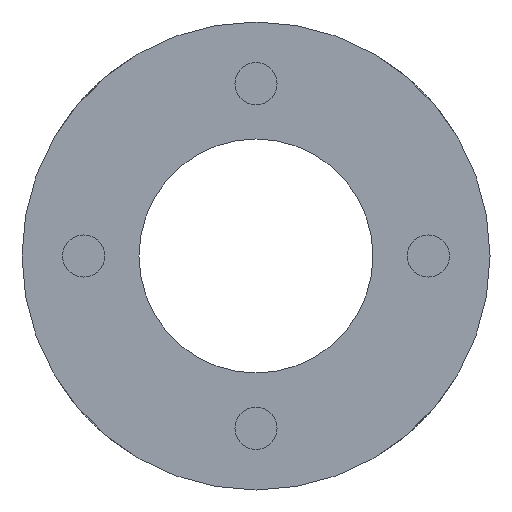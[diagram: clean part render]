
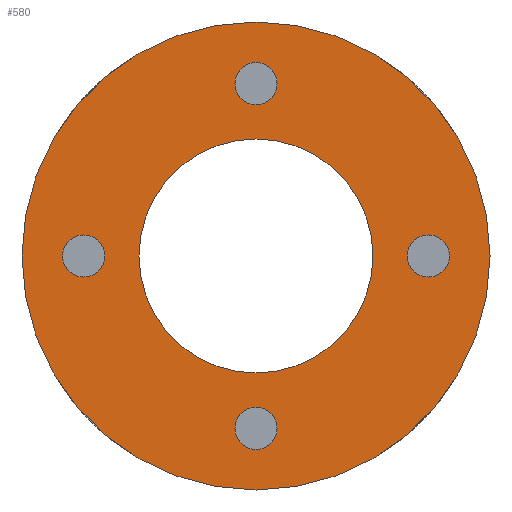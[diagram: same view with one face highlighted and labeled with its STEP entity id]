
A CAD part, left-side view. The second image highlights one B-rep face of the part: STEP entity #580.
In plain terms, the highlighted planar face has unit normal (-1, 0, 0).
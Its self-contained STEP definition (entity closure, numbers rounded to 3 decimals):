
#423 = DIRECTION ( 'NONE',  ( -1., 0., 0. ) ) ;
#425 = PLANE ( 'NONE',  #1784 ) ;
#426 = CARTESIAN_POINT ( 'NONE',  ( 0., 13.5, 0. ) ) ;
#427 = DIRECTION ( 'NONE',  ( 0., 0., 1. ) ) ;
#580 = ADVANCED_FACE ( 'NONE', ( #1570, #1578, #1574, #1572, #1576, #1579 ), #425, .T. ) ;
#606 = EDGE_CURVE ( 'NONE', #1305, #1295, #1619, .T. ) ;
#765 = EDGE_LOOP ( 'NONE', ( #1194, #1195 ) ) ;
#790 = EDGE_LOOP ( 'NONE', ( #1190, #1191 ) ) ;
#791 = EDGE_LOOP ( 'NONE', ( #1196, #1197 ) ) ;
#792 = EDGE_LOOP ( 'NONE', ( #1192, #1193 ) ) ;
#794 = EDGE_LOOP ( 'NONE', ( #1188, #1189 ) ) ;
#795 = EDGE_LOOP ( 'NONE', ( #1198, #1199 ) ) ;
#972 = EDGE_CURVE ( 'NONE', #1315, #1316, #2459, .T. ) ;
#976 = EDGE_CURVE ( 'NONE', #1319, #1320, #2467, .T. ) ;
#980 = EDGE_CURVE ( 'NONE', #1324, #1326, #2473, .T. ) ;
#984 = EDGE_CURVE ( 'NONE', #1278, #1294, #2479, .T. ) ;
#1071 = EDGE_CURVE ( 'NONE', #1294, #1278, #2597, .T. ) ;
#1072 = EDGE_CURVE ( 'NONE', #1326, #1324, #2598, .T. ) ;
#1073 = EDGE_CURVE ( 'NONE', #1320, #1319, #2599, .T. ) ;
#1074 = EDGE_CURVE ( 'NONE', #1316, #1315, #2600, .T. ) ;
#1075 = EDGE_CURVE ( 'NONE', #1328, #1339, #2601, .T. ) ;
#1079 = EDGE_CURVE ( 'NONE', #1295, #1305, #2605, .T. ) ;
#1188 = ORIENTED_EDGE ( 'NONE', *, *, #1075, .T. ) ;
#1189 = ORIENTED_EDGE ( 'NONE', *, *, #1693, .T. ) ;
#1190 = ORIENTED_EDGE ( 'NONE', *, *, #972, .T. ) ;
#1191 = ORIENTED_EDGE ( 'NONE', *, *, #1074, .T. ) ;
#1192 = ORIENTED_EDGE ( 'NONE', *, *, #976, .T. ) ;
#1193 = ORIENTED_EDGE ( 'NONE', *, *, #1073, .T. ) ;
#1194 = ORIENTED_EDGE ( 'NONE', *, *, #980, .T. ) ;
#1195 = ORIENTED_EDGE ( 'NONE', *, *, #1072, .T. ) ;
#1196 = ORIENTED_EDGE ( 'NONE', *, *, #984, .T. ) ;
#1197 = ORIENTED_EDGE ( 'NONE', *, *, #1071, .T. ) ;
#1198 = ORIENTED_EDGE ( 'NONE', *, *, #606, .F. ) ;
#1199 = ORIENTED_EDGE ( 'NONE', *, *, #1079, .F. ) ;
#1278 = VERTEX_POINT ( 'NONE', #3134 ) ;
#1294 = VERTEX_POINT ( 'NONE', #3147 ) ;
#1295 = VERTEX_POINT ( 'NONE', #3148 ) ;
#1305 = VERTEX_POINT ( 'NONE', #3158 ) ;
#1315 = VERTEX_POINT ( 'NONE', #3168 ) ;
#1316 = VERTEX_POINT ( 'NONE', #3169 ) ;
#1319 = VERTEX_POINT ( 'NONE', #3172 ) ;
#1320 = VERTEX_POINT ( 'NONE', #3173 ) ;
#1324 = VERTEX_POINT ( 'NONE', #3177 ) ;
#1326 = VERTEX_POINT ( 'NONE', #3179 ) ;
#1328 = VERTEX_POINT ( 'NONE', #3181 ) ;
#1339 = VERTEX_POINT ( 'NONE', #3192 ) ;
#1570 = FACE_BOUND ( 'NONE', #794, .T. ) ;
#1572 = FACE_BOUND ( 'NONE', #765, .T. ) ;
#1574 = FACE_BOUND ( 'NONE', #792, .T. ) ;
#1576 = FACE_BOUND ( 'NONE', #791, .T. ) ;
#1578 = FACE_BOUND ( 'NONE', #790, .T. ) ;
#1579 = FACE_OUTER_BOUND ( 'NONE', #795, .T. ) ;
#1619 = CIRCLE ( 'NONE', #1815, 18. ) ;
#1693 = EDGE_CURVE ( 'NONE', #1339, #1328, #2651, .T. ) ;
#1784 = AXIS2_PLACEMENT_3D ( 'NONE', #426, #423, #427 ) ;
#1815 = AXIS2_PLACEMENT_3D ( 'NONE', #1980, #1981, #1982 ) ;
#1851 = AXIS2_PLACEMENT_3D ( 'NONE', #2273, #2274, #2275 ) ;
#1853 = AXIS2_PLACEMENT_3D ( 'NONE', #2283, #2284, #2285 ) ;
#1855 = AXIS2_PLACEMENT_3D ( 'NONE', #2293, #2294, #2295 ) ;
#1857 = AXIS2_PLACEMENT_3D ( 'NONE', #2305, #2306, #2307 ) ;
#1915 = AXIS2_PLACEMENT_3D ( 'NONE', #2964, #2965, #2966 ) ;
#1916 = AXIS2_PLACEMENT_3D ( 'NONE', #2967, #2968, #2969 ) ;
#1917 = AXIS2_PLACEMENT_3D ( 'NONE', #2971, #2972, #2973 ) ;
#1918 = AXIS2_PLACEMENT_3D ( 'NONE', #2974, #2975, #2976 ) ;
#1919 = AXIS2_PLACEMENT_3D ( 'NONE', #2977, #2978, #2979 ) ;
#1921 = AXIS2_PLACEMENT_3D ( 'NONE', #3046, #3047, #3048 ) ;
#1980 = CARTESIAN_POINT ( 'NONE',  ( 0., 0., 0. ) ) ;
#1981 = DIRECTION ( 'NONE',  ( 1., 0., 0. ) ) ;
#1982 = DIRECTION ( 'NONE',  ( 0., 0., -1. ) ) ;
#2273 = CARTESIAN_POINT ( 'NONE',  ( 0., 0., 13.25 ) ) ;
#2274 = DIRECTION ( 'NONE',  ( 1., 0., 0. ) ) ;
#2275 = DIRECTION ( 'NONE',  ( 0., 0., 1. ) ) ;
#2283 = CARTESIAN_POINT ( 'NONE',  ( 0., -13.25, 0. ) ) ;
#2284 = DIRECTION ( 'NONE',  ( 1., 0., 0. ) ) ;
#2285 = DIRECTION ( 'NONE',  ( 0., 0., 1. ) ) ;
#2293 = CARTESIAN_POINT ( 'NONE',  ( 0., 0., -13.25 ) ) ;
#2294 = DIRECTION ( 'NONE',  ( 1., 0., 0. ) ) ;
#2295 = DIRECTION ( 'NONE',  ( 0., 0., 1. ) ) ;
#2305 = CARTESIAN_POINT ( 'NONE',  ( 0., 13.25, 0. ) ) ;
#2306 = DIRECTION ( 'NONE',  ( 1., 0., 0. ) ) ;
#2307 = DIRECTION ( 'NONE',  ( 0., 0., 1. ) ) ;
#2459 = CIRCLE ( 'NONE', #1851, 1.621 ) ;
#2467 = CIRCLE ( 'NONE', #1853, 1.621 ) ;
#2473 = CIRCLE ( 'NONE', #1855, 1.621 ) ;
#2479 = CIRCLE ( 'NONE', #1857, 1.621 ) ;
#2597 = CIRCLE ( 'NONE', #1915, 1.621 ) ;
#2598 = CIRCLE ( 'NONE', #1916, 1.621 ) ;
#2599 = CIRCLE ( 'NONE', #1917, 1.621 ) ;
#2600 = CIRCLE ( 'NONE', #1918, 1.621 ) ;
#2601 = CIRCLE ( 'NONE', #1919, 9. ) ;
#2605 = CIRCLE ( 'NONE', #1921, 18. ) ;
#2651 = CIRCLE ( 'NONE', #3398, 9. ) ;
#2964 = CARTESIAN_POINT ( 'NONE',  ( 0., 13.25, 0. ) ) ;
#2965 = DIRECTION ( 'NONE',  ( 1., 0., 0. ) ) ;
#2966 = DIRECTION ( 'NONE',  ( 0., 0., 1. ) ) ;
#2967 = CARTESIAN_POINT ( 'NONE',  ( 0., 0., -13.25 ) ) ;
#2968 = DIRECTION ( 'NONE',  ( 1., 0., 0. ) ) ;
#2969 = DIRECTION ( 'NONE',  ( 0., 0., 1. ) ) ;
#2971 = CARTESIAN_POINT ( 'NONE',  ( 0., -13.25, 0. ) ) ;
#2972 = DIRECTION ( 'NONE',  ( 1., 0., 0. ) ) ;
#2973 = DIRECTION ( 'NONE',  ( 0., 0., 1. ) ) ;
#2974 = CARTESIAN_POINT ( 'NONE',  ( 0., 0., 13.25 ) ) ;
#2975 = DIRECTION ( 'NONE',  ( 1., 0., 0. ) ) ;
#2976 = DIRECTION ( 'NONE',  ( 0., 0., 1. ) ) ;
#2977 = CARTESIAN_POINT ( 'NONE',  ( 0., 0., 0. ) ) ;
#2978 = DIRECTION ( 'NONE',  ( 1., 0., 0. ) ) ;
#2979 = DIRECTION ( 'NONE',  ( 0., 0., -1. ) ) ;
#3046 = CARTESIAN_POINT ( 'NONE',  ( 0., 0., 0. ) ) ;
#3047 = DIRECTION ( 'NONE',  ( 1., 0., 0. ) ) ;
#3048 = DIRECTION ( 'NONE',  ( 0., 0., -1. ) ) ;
#3134 = CARTESIAN_POINT ( 'NONE',  ( 0., 13.25, 1.621 ) ) ;
#3147 = CARTESIAN_POINT ( 'NONE',  ( 0., 13.25, -1.621 ) ) ;
#3148 = CARTESIAN_POINT ( 'NONE',  ( 0., 0., 18. ) ) ;
#3158 = CARTESIAN_POINT ( 'NONE',  ( 0., 0., -18. ) ) ;
#3168 = CARTESIAN_POINT ( 'NONE',  ( 0., 0., 14.871 ) ) ;
#3169 = CARTESIAN_POINT ( 'NONE',  ( 0., 0., 11.629 ) ) ;
#3172 = CARTESIAN_POINT ( 'NONE',  ( 0., -13.25, 1.621 ) ) ;
#3173 = CARTESIAN_POINT ( 'NONE',  ( 0., -13.25, -1.621 ) ) ;
#3177 = CARTESIAN_POINT ( 'NONE',  ( 0., 0., -11.629 ) ) ;
#3179 = CARTESIAN_POINT ( 'NONE',  ( 0., 0., -14.871 ) ) ;
#3181 = CARTESIAN_POINT ( 'NONE',  ( 0., 0., -9. ) ) ;
#3192 = CARTESIAN_POINT ( 'NONE',  ( 0., 0., 9. ) ) ;
#3261 = CARTESIAN_POINT ( 'NONE',  ( 0., 0., 0. ) ) ;
#3262 = DIRECTION ( 'NONE',  ( 1., 0., 0. ) ) ;
#3263 = DIRECTION ( 'NONE',  ( 0., 0., -1. ) ) ;
#3398 = AXIS2_PLACEMENT_3D ( 'NONE', #3261, #3262, #3263 ) ;
